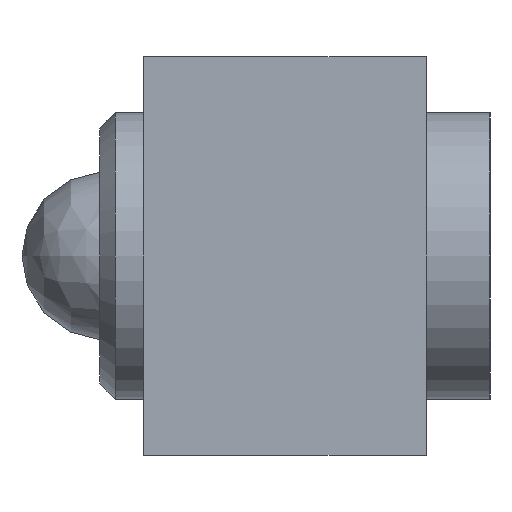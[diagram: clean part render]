
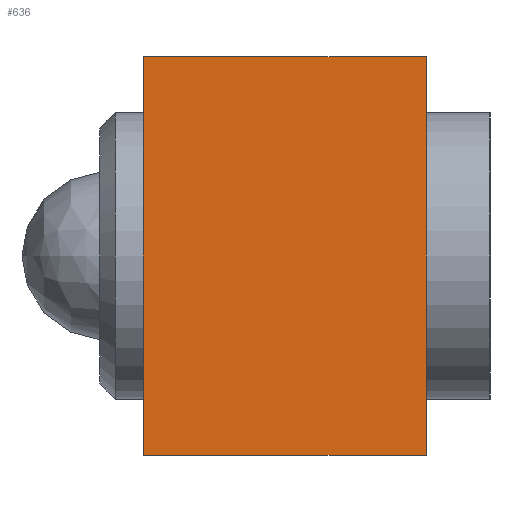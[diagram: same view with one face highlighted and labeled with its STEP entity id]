
A CAD part, left-side view. The second image highlights one B-rep face of the part: STEP entity #636.
In plain terms, the highlighted planar face has unit normal (-1, 0, 0).
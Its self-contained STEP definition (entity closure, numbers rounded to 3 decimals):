
#58=PLANE('',#716);
#88=FACE_OUTER_BOUND('',#136,.T.);
#136=EDGE_LOOP('',(#477,#478,#479,#480));
#204=LINE('',#1062,#234);
#205=LINE('',#1065,#235);
#206=LINE('',#1067,#236);
#207=LINE('',#1068,#237);
#234=VECTOR('',#842,10.);
#235=VECTOR('',#845,10.);
#236=VECTOR('',#846,10.);
#237=VECTOR('',#847,10.);
#321=VERTEX_POINT('',#1055);
#324=VERTEX_POINT('',#1060);
#325=VERTEX_POINT('',#1064);
#326=VERTEX_POINT('',#1066);
#386=EDGE_CURVE('',#321,#324,#204,.T.);
#387=EDGE_CURVE('',#325,#321,#205,.T.);
#388=EDGE_CURVE('',#326,#324,#206,.T.);
#389=EDGE_CURVE('',#325,#326,#207,.T.);
#477=ORIENTED_EDGE('',*,*,#387,.T.);
#478=ORIENTED_EDGE('',*,*,#386,.T.);
#479=ORIENTED_EDGE('',*,*,#388,.F.);
#480=ORIENTED_EDGE('',*,*,#389,.F.);
#636=ADVANCED_FACE('',(#88),#58,.T.);
#716=AXIS2_PLACEMENT_3D('',#1063,#843,#844);
#842=DIRECTION('',(0.,1.,0.));
#843=DIRECTION('center_axis',(-1.,0.,0.));
#844=DIRECTION('ref_axis',(0.,0.,1.));
#845=DIRECTION('',(0.,0.,1.));
#846=DIRECTION('',(0.,0.,1.));
#847=DIRECTION('',(0.,1.,0.));
#1055=CARTESIAN_POINT('',(-7.62,0.,1.27));
#1060=CARTESIAN_POINT('',(-7.62,1.803,1.27));
#1062=CARTESIAN_POINT('',(-7.62,0.,1.27));
#1063=CARTESIAN_POINT('Origin',(-7.62,0.,-1.27));
#1064=CARTESIAN_POINT('',(-7.62,0.,-1.27));
#1065=CARTESIAN_POINT('',(-7.62,0.,-1.27));
#1066=CARTESIAN_POINT('',(-7.62,1.803,-1.27));
#1067=CARTESIAN_POINT('',(-7.62,1.803,-1.27));
#1068=CARTESIAN_POINT('',(-7.62,0.,-1.27));
